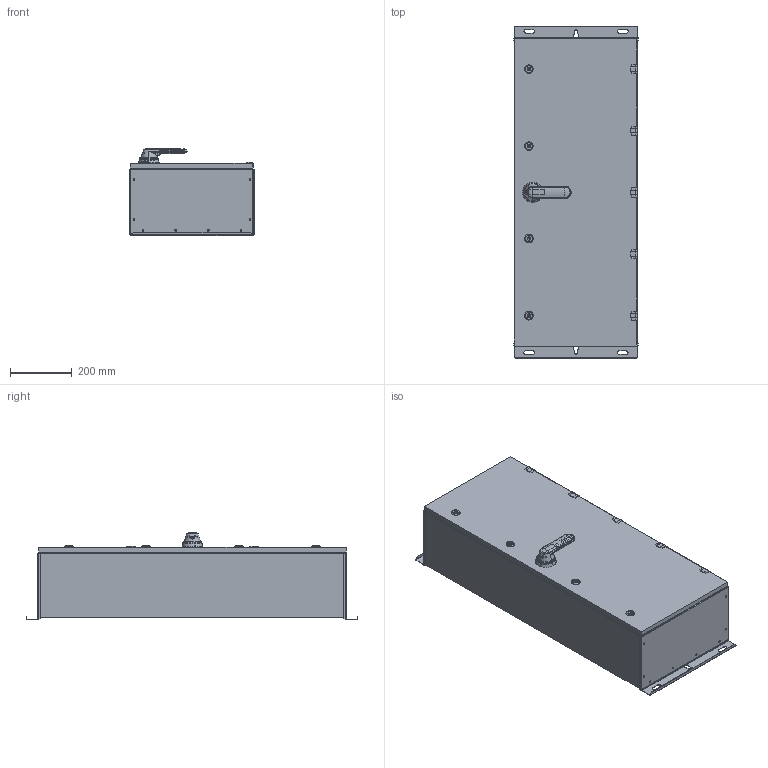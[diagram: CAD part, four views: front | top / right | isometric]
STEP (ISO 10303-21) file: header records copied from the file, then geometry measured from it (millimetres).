
FILE_DESCRIPTION((''),'2;1');
FILE_NAME('OTKM104023PBL','2021-04-23T14:04:03',('FIJOKON'),(''),'CREO PARAMETRIC BY PTC INC, 2020184','CREO PARAMETRIC BY PTC INC, 2020184','');
FILE_SCHEMA(('AUTOMOTIVE_DESIGN { 1 0 10303 214 1 1 1 1 }'));
Products named in the file (1): OTKM104023PBL
Bounding box: 404 x 1077 x 282.31 mm (x, y, z)
Volume: 91273210.9 mm3; surface area: 2157053.9 mm2
Topology: 1 solids, 2 shells, 1248 faces, 3181 edges, 1993 vertices
Faces by surface type: plane 562, cylinder 404, bspline 148, torus 90, cone 30, sphere 10, extrusion 4
Entity records: 63567 total; most frequent: CARTESIAN_POINT 20804, ORIENTED_EDGE 6352, DIRECTION 5863, EDGE_CURVE 3176, AXIS2_PLACEMENT_3D 2100, FILL_AREA_STYLE_COLOUR 2051, FILL_AREA_STYLE 2051, SURFACE_STYLE_FILL_AREA 2051
